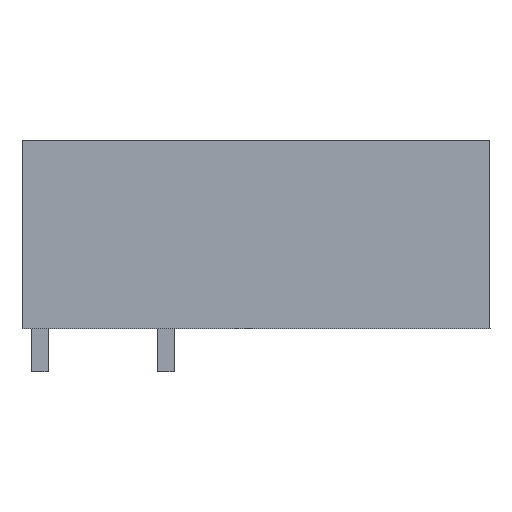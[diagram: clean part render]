
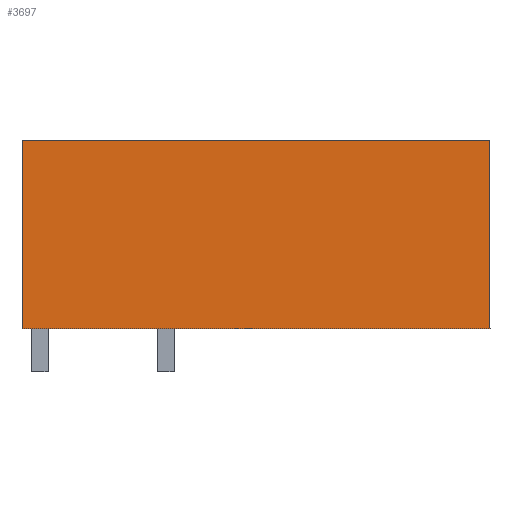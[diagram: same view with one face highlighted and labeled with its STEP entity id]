
A CAD part, left-side view. The second image highlights one B-rep face of the part: STEP entity #3697.
In plain terms, the highlighted planar face has unit normal (-1, 0, 0).
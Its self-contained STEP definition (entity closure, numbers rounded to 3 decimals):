
#3684=AXIS2_PLACEMENT_3D('Plane Axis2P3D',#3681,#3682,#3683) ;
#1238=CARTESIAN_POINT('Vertex',(0.,28.3,2.6)) ;
#1241=CARTESIAN_POINT('Line Origine',(0.,28.3,8.3)) ;
#1245=CARTESIAN_POINT('Vertex',(0.,28.3,14.)) ;
#1420=CARTESIAN_POINT('Line Origine',(0.,14.15,14.)) ;
#1424=CARTESIAN_POINT('Vertex',(0.,0.,14.)) ;
#2951=CARTESIAN_POINT('Vertex',(0.,0.,2.6)) ;
#3126=CARTESIAN_POINT('Line Origine',(0.,0.,8.3)) ;
#3681=CARTESIAN_POINT('Axis2P3D Location',(0.,28.3,-0.9)) ;
#3686=CARTESIAN_POINT('Line Origine',(0.,14.15,2.6)) ;
#1242=DIRECTION('Vector Direction',(0.,0.,1.)) ;
#1421=DIRECTION('Vector Direction',(0.,1.,0.)) ;
#3127=DIRECTION('Vector Direction',(0.,0.,-1.)) ;
#3682=DIRECTION('Axis2P3D Direction',(-1.,0.,0.)) ;
#3683=DIRECTION('Axis2P3D XDirection',(0.,-1.,0.)) ;
#3687=DIRECTION('Vector Direction',(0.,1.,0.)) ;
#1243=VECTOR('Line Direction',#1242,1.) ;
#1422=VECTOR('Line Direction',#1421,1.) ;
#3128=VECTOR('Line Direction',#3127,1.) ;
#3688=VECTOR('Line Direction',#3687,1.) ;
#3692=ORIENTED_EDGE('',*,*,#3690,.F.) ;
#3693=ORIENTED_EDGE('',*,*,#3130,.F.) ;
#3694=ORIENTED_EDGE('',*,*,#1426,.T.) ;
#3695=ORIENTED_EDGE('',*,*,#1247,.T.) ;
#3697=ADVANCED_FACE('housing',(#3696),#3685,.T.) ;
#1247=EDGE_CURVE('',#1246,#1239,#1244,.F.) ;
#1426=EDGE_CURVE('',#1425,#1246,#1423,.T.) ;
#3130=EDGE_CURVE('',#1425,#2952,#3129,.T.) ;
#3690=EDGE_CURVE('',#2952,#1239,#3689,.T.) ;
#3691=EDGE_LOOP('',(#3692,#3693,#3694,#3695)) ;
#3696=FACE_OUTER_BOUND('',#3691,.T.) ;
#1244=LINE('Line',#1241,#1243) ;
#1423=LINE('Line',#1420,#1422) ;
#3129=LINE('Line',#3126,#3128) ;
#3689=LINE('Line',#3686,#3688) ;
#3685=PLANE('',#3684) ;
#1239=VERTEX_POINT('',#1238) ;
#1246=VERTEX_POINT('',#1245) ;
#1425=VERTEX_POINT('',#1424) ;
#2952=VERTEX_POINT('',#2951) ;
